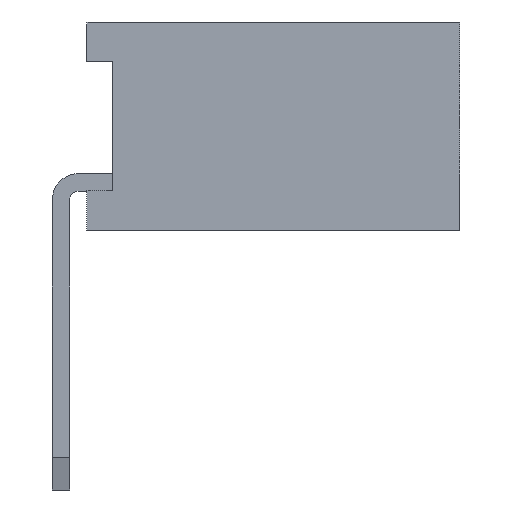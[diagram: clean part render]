
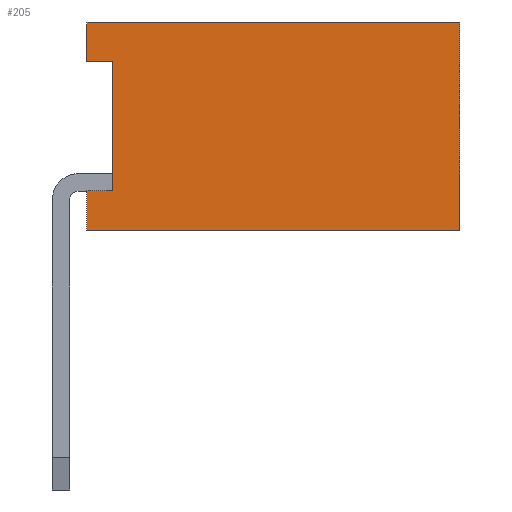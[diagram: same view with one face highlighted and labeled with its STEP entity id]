
A CAD part, left-side view. The second image highlights one B-rep face of the part: STEP entity #205.
In plain terms, the highlighted planar face has unit normal (-1, 0, 0).
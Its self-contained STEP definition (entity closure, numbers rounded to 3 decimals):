
#205=ADVANCED_FACE('',(#4959),#4961,.T.);
#4959=FACE_BOUND('',#4960,.T.);
#4960=EDGE_LOOP('',(#8741,#8742,#8743,#8744,#8745,#8746,#8747,#8748));
#4961=PLANE('',#4962);
#4962=AXIS2_PLACEMENT_3D('',#4963,#4964,#4965);
#4963=CARTESIAN_POINT('',(-1.,-4.6,0.));
#4964=DIRECTION('',(-1.,0.,0.));
#4965=DIRECTION('',(0.,0.,1.));
#8741=ORIENTED_EDGE('',*,*,#11565,.T.);
#8742=ORIENTED_EDGE('',*,*,#11609,.T.);
#8743=ORIENTED_EDGE('',*,*,#11526,.T.);
#8744=ORIENTED_EDGE('',*,*,#11608,.F.);
#8745=ORIENTED_EDGE('',*,*,#11610,.F.);
#8746=ORIENTED_EDGE('',*,*,#11611,.T.);
#8747=ORIENTED_EDGE('',*,*,#11612,.T.);
#8748=ORIENTED_EDGE('',*,*,#11603,.F.);
#11526=EDGE_CURVE('',#12968,#12965,#12969,.F.);
#11565=EDGE_CURVE('',#13046,#13044,#13047,.F.);
#11603=EDGE_CURVE('',#13046,#13115,#13116,.T.);
#11608=EDGE_CURVE('',#13122,#12965,#13124,.T.);
#11609=EDGE_CURVE('',#13044,#12968,#13125,.T.);
#11610=EDGE_CURVE('',#13126,#13122,#13127,.T.);
#11611=EDGE_CURVE('',#13126,#13128,#13129,.T.);
#11612=EDGE_CURVE('',#13128,#13115,#13130,.T.);
#12965=VERTEX_POINT('',#15333);
#12968=VERTEX_POINT('',#15338);
#12969=LINE('',#15339,#15340);
#13044=VERTEX_POINT('',#15490);
#13046=VERTEX_POINT('',#15494);
#13047=LINE('',#15495,#15496);
#13115=VERTEX_POINT('',#15639);
#13116=LINE('',#15640,#15641);
#13122=VERTEX_POINT('',#15654);
#13124=LINE('',#15658,#15659);
#13125=LINE('',#15661,#15662);
#13126=VERTEX_POINT('',#15664);
#13127=LINE('',#15665,#15666);
#13128=VERTEX_POINT('',#15668);
#13129=LINE('',#15669,#15670);
#13130=LINE('',#15672,#15673);
#15333=CARTESIAN_POINT('',(-1.,-0.3,0.45));
#15338=CARTESIAN_POINT('',(-1.,-0.6,0.45));
#15339=CARTESIAN_POINT('',(-1.,-0.3,0.45));
#15340=VECTOR('',#15341,1.);
#15341=DIRECTION('',(0.,-1.,0.));
#15490=CARTESIAN_POINT('',(-1.,-0.6,1.95));
#15494=CARTESIAN_POINT('',(-1.,-0.3,1.95));
#15495=CARTESIAN_POINT('',(-1.,-0.6,1.95));
#15496=VECTOR('',#15497,1.);
#15497=DIRECTION('',(0.,1.,0.));
#15639=CARTESIAN_POINT('',(-1.,-0.3,2.4));
#15640=CARTESIAN_POINT('',(-1.,-0.3,1.95));
#15641=VECTOR('',#15642,1.);
#15642=DIRECTION('',(0.,0.,1.));
#15654=CARTESIAN_POINT('',(-1.,-0.3,0.));
#15658=CARTESIAN_POINT('',(-1.,-0.3,0.));
#15659=VECTOR('',#15660,1.);
#15660=DIRECTION('',(0.,0.,1.));
#15661=CARTESIAN_POINT('',(-1.,-0.6,1.95));
#15662=VECTOR('',#15663,1.);
#15663=DIRECTION('',(0.,0.,-1.));
#15664=CARTESIAN_POINT('',(-1.,-4.6,0.));
#15665=CARTESIAN_POINT('',(-1.,-4.6,0.));
#15666=VECTOR('',#15667,1.);
#15667=DIRECTION('',(0.,1.,0.));
#15668=CARTESIAN_POINT('',(-1.,-4.6,2.4));
#15669=CARTESIAN_POINT('',(-1.,-4.6,0.));
#15670=VECTOR('',#15671,1.);
#15671=DIRECTION('',(0.,0.,1.));
#15672=CARTESIAN_POINT('',(-1.,-4.6,2.4));
#15673=VECTOR('',#15674,1.);
#15674=DIRECTION('',(0.,1.,0.));
